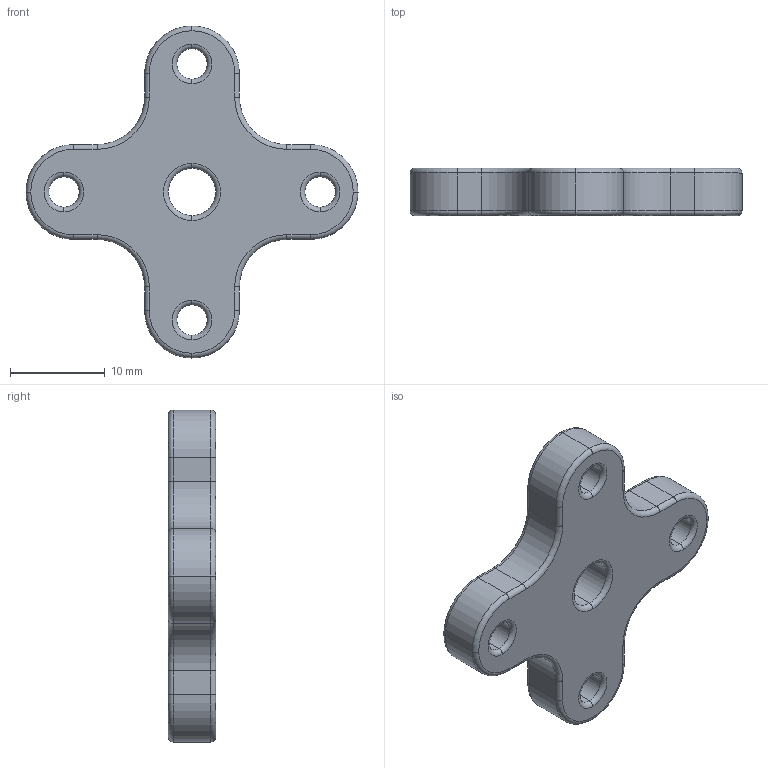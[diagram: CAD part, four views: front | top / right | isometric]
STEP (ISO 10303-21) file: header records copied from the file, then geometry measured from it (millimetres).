
FILE_DESCRIPTION (( 'STEP AP203' ), '1' );
FILE_NAME ('EV3Plate.STEP', '2023-06-26T23:09:06', ( '' ), ( '' ), 'SwSTEP 2.0', 'SolidWorks 2022', '' );
FILE_SCHEMA (( 'CONFIG_CONTROL_DESIGN' ));
Length unit declared in the file: millimetre
Products named in the file (1): EV3Plate
Bounding box: 35 x 5 x 35 mm (x, y, z)
Volume: 2615.1 mm3; surface area: 1832.2 mm2
Topology: 1 solids, 1 shells, 92 faces, 210 edges, 120 vertices
Faces by surface type: torus 44, cylinder 38, plane 10
Entity records: 2699 total; most frequent: DIRECTION 544, CARTESIAN_POINT 423, ORIENTED_EDGE 420, AXIS2_PLACEMENT_3D 241, EDGE_CURVE 210, CIRCLE 148, VERTEX_POINT 120, EDGE_LOOP 102
